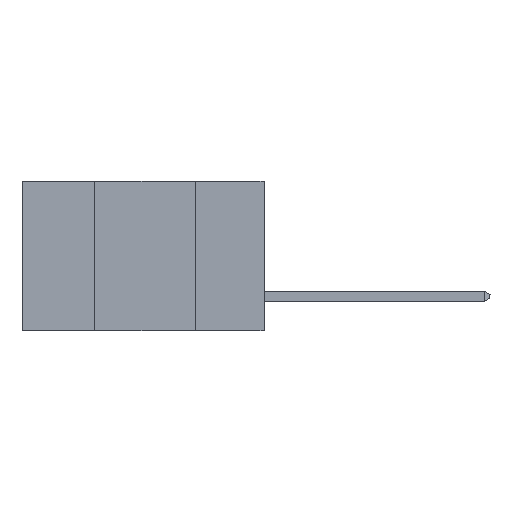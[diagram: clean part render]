
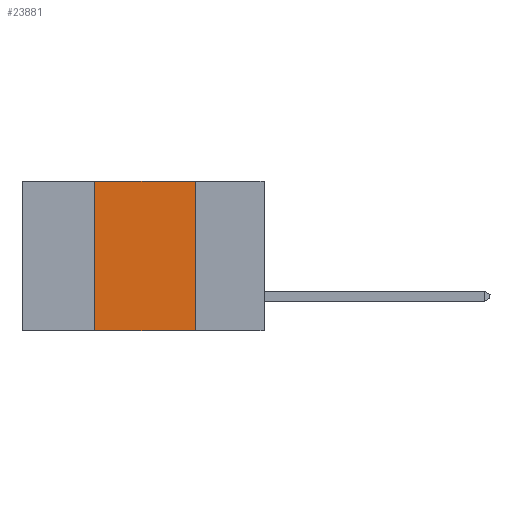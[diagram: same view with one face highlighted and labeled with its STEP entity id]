
A CAD part, left-side view. The second image highlights one B-rep face of the part: STEP entity #23881.
In plain terms, the highlighted planar face has unit normal (-1, 0, 0).
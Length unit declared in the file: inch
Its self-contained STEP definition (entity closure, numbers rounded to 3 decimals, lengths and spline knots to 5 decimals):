
#412 = ORIENTED_EDGE ( 'NONE', *, *, #17988, .F. ) ;
#1329 = ORIENTED_EDGE ( 'NONE', *, *, #22689, .F. ) ;
#1413 = EDGE_CURVE ( 'NONE', #8828, #26520, #7235, .T. ) ;
#3748 = LINE ( 'NONE', #24059, #26509 ) ;
#4292 = CARTESIAN_POINT ( 'NONE',  ( 0., 0.6, 0. ) ) ;
#4678 = PLANE ( 'NONE',  #23359 ) ;
#5046 = VERTEX_POINT ( 'NONE', #27255 ) ;
#6034 = CARTESIAN_POINT ( 'NONE',  ( 0., 0.17, 0. ) ) ;
#6890 = VERTEX_POINT ( 'NONE', #26008 ) ;
#7235 = LINE ( 'NONE', #12942, #10903 ) ;
#8241 = EDGE_CURVE ( 'NONE', #8828, #5046, #3748, .T. ) ;
#8259 = VECTOR ( 'NONE', #12342, 39.37008 ) ;
#8828 = VERTEX_POINT ( 'NONE', #15876 ) ;
#9799 = ORIENTED_EDGE ( 'NONE', *, *, #8241, .T. ) ;
#10903 = VECTOR ( 'NONE', #17157, 39.37008 ) ;
#11880 = FACE_OUTER_BOUND ( 'NONE', #12655, .T. ) ;
#12342 = DIRECTION ( 'NONE',  ( 0., 0., -1. ) ) ;
#12655 = EDGE_LOOP ( 'NONE', ( #412, #1329, #22837, #9799 ) ) ;
#12942 = CARTESIAN_POINT ( 'NONE',  ( 0., 0.42, 0. ) ) ;
#15358 = DIRECTION ( 'NONE',  ( 0., -1., 0. ) ) ;
#15876 = CARTESIAN_POINT ( 'NONE',  ( 0., 0.42, -0.37 ) ) ;
#16148 = VECTOR ( 'NONE', #27584, 39.37008 ) ;
#17157 = DIRECTION ( 'NONE',  ( 0., 0., 1. ) ) ;
#17988 = EDGE_CURVE ( 'NONE', #6890, #5046, #25357, .T. ) ;
#18924 = CARTESIAN_POINT ( 'NONE',  ( 0., 0.42, 0. ) ) ;
#19253 = DIRECTION ( 'NONE',  ( 1., 0., 0. ) ) ;
#21100 = CARTESIAN_POINT ( 'NONE',  ( 0., 0.6, 0. ) ) ;
#21185 = LINE ( 'NONE', #21100, #16148 ) ;
#22689 = EDGE_CURVE ( 'NONE', #26520, #6890, #21185, .T. ) ;
#22837 = ORIENTED_EDGE ( 'NONE', *, *, #1413, .F. ) ;
#23359 = AXIS2_PLACEMENT_3D ( 'NONE', #4292, #19253, #23543 ) ;
#23543 = DIRECTION ( 'NONE',  ( 0., 0., -1. ) ) ;
#23881 = ADVANCED_FACE ( 'NONE', ( #11880 ), #4678, .F. ) ;
#24059 = CARTESIAN_POINT ( 'NONE',  ( 0., 0.6, -0.37 ) ) ;
#25357 = LINE ( 'NONE', #6034, #8259 ) ;
#26008 = CARTESIAN_POINT ( 'NONE',  ( 0., 0.17, 0. ) ) ;
#26509 = VECTOR ( 'NONE', #15358, 39.37008 ) ;
#26520 = VERTEX_POINT ( 'NONE', #18924 ) ;
#27255 = CARTESIAN_POINT ( 'NONE',  ( 0., 0.17, -0.37 ) ) ;
#27584 = DIRECTION ( 'NONE',  ( 0., -1., 0. ) ) ;
